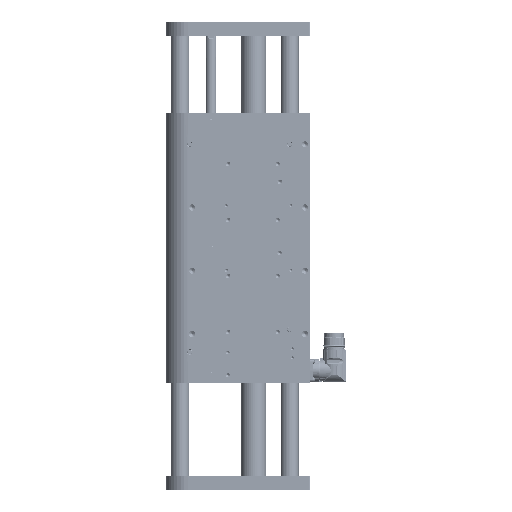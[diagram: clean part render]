
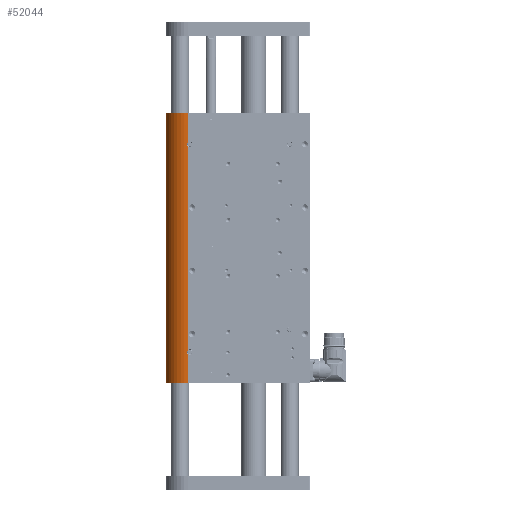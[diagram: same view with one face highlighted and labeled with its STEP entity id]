
A CAD part, left-side view. The second image highlights one B-rep face of the part: STEP entity #52044.
In plain terms, the highlighted cylindrical face has radius 25 mm (diameter 50 mm), a partial arc.
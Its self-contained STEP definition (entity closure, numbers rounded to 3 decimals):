
#375 = CARTESIAN_POINT ( 'NONE',  ( -24.997, 72.438, 262.166 ) ) ;
#602 = CARTESIAN_POINT ( 'NONE',  ( -24.997, 72.441, 36.831 ) ) ;
#1302 = DIRECTION ( 'NONE',  ( 1., 0., 0. ) ) ;
#2760 = CARTESIAN_POINT ( 'NONE',  ( -25., 72., 37.127 ) ) ;
#5657 = VECTOR ( 'NONE', #68638, 1000. ) ;
#8686 = LINE ( 'NONE', #34326, #49375 ) ;
#9164 = DIRECTION ( 'NONE',  ( 0., 0., 1. ) ) ;
#9472 = CARTESIAN_POINT ( 'NONE',  ( -24.958, 73.44, 35.024 ) ) ;
#9807 = ORIENTED_EDGE ( 'NONE', *, *, #42854, .F. ) ;
#10409 = CARTESIAN_POINT ( 'NONE',  ( -25., 72., 299. ) ) ;
#10412 = VERTEX_POINT ( 'NONE', #2760 ) ;
#12643 = CARTESIAN_POINT ( 'NONE',  ( -24.988, 72.807, 32.545 ) ) ;
#14814 = CARTESIAN_POINT ( 'NONE',  ( -24.988, 72.807, 262.545 ) ) ;
#16031 = VERTEX_POINT ( 'NONE', #116359 ) ;
#19418 = CARTESIAN_POINT ( 'NONE',  ( -25., 72., 267.127 ) ) ;
#22287 = DIRECTION ( 'NONE',  ( 0., 0., -1. ) ) ;
#22297 = CARTESIAN_POINT ( 'NONE',  ( -24.957, 73.473, 34.762 ) ) ;
#23869 = CARTESIAN_POINT ( 'NONE',  ( -24.965, 73.317, 35.537 ) ) ;
#24077 = EDGE_CURVE ( 'NONE', #16031, #10412, #8686, .T. ) ;
#25190 = CARTESIAN_POINT ( 'NONE',  ( -25., 72., 261.873 ) ) ;
#25993 = CARTESIAN_POINT ( 'NONE',  ( -24.971, 73.22, 263.218 ) ) ;
#31433 = CARTESIAN_POINT ( 'NONE',  ( 0., 72., 299. ) ) ;
#31765 = ORIENTED_EDGE ( 'NONE', *, *, #73983, .T. ) ;
#34084 = CIRCLE ( 'NONE', #156824, 25. ) ;
#34326 = CARTESIAN_POINT ( 'NONE',  ( -25., 72., 299. ) ) ;
#34912 = VERTEX_POINT ( 'NONE', #136255 ) ;
#36720 = ORIENTED_EDGE ( 'NONE', *, *, #75375, .T. ) ;
#38048 = CARTESIAN_POINT ( 'NONE',  ( -24.957, 73.473, 264.762 ) ) ;
#39482 = AXIS2_PLACEMENT_3D ( 'NONE', #158387, #120825, #1302 ) ;
#42294 = VERTEX_POINT ( 'NONE', #59947 ) ;
#42854 = EDGE_CURVE ( 'NONE', #84556, #42294, #54318, .T. ) ;
#45465 = DIRECTION ( 'NONE',  ( 0., 0., -1. ) ) ;
#46029 = VERTEX_POINT ( 'NONE', #95165 ) ;
#46605 = FACE_OUTER_BOUND ( 'NONE', #54242, .T. ) ;
#46909 = CARTESIAN_POINT ( 'NONE',  ( -25., 72., 299. ) ) ;
#47306 = VERTEX_POINT ( 'NONE', #19418 ) ;
#48486 = CARTESIAN_POINT ( 'NONE',  ( -24.97, 73.221, 265.78 ) ) ;
#49375 = VECTOR ( 'NONE', #22287, 1000. ) ;
#51618 = CARTESIAN_POINT ( 'NONE',  ( -24.982, 72.963, 262.756 ) ) ;
#52044 = ADVANCED_FACE ( 'NONE', ( #46605 ), #71502, .T. ) ;
#54050 = EDGE_CURVE ( 'NONE', #46029, #42294, #34084, .T. ) ;
#54242 = EDGE_LOOP ( 'NONE', ( #9807, #31765, #122852, #122703, #79889, #136900, #36720, #100765 ) ) ;
#54318 = LINE ( 'NONE', #92804, #121937 ) ;
#57919 = EDGE_CURVE ( 'NONE', #34912, #144920, #59983, .T. ) ;
#59155 = CARTESIAN_POINT ( 'NONE',  ( -25., 72.229, 32.004 ) ) ;
#59947 = CARTESIAN_POINT ( 'NONE',  ( -25., 72., 0. ) ) ;
#59983 = CIRCLE ( 'NONE', #39482, 25. ) ;
#63766 = B_SPLINE_CURVE_WITH_KNOTS ( 'NONE', 3,
 ( #25190, #147859, #375, #14814, #51618, #25993, #158256, #148648, #136685, #98214, #38048, #134305, #86985, #123847, #48486, #146278, #135085, #90894, #64488, #78112 ),
 .UNSPECIFIED., .F., .F.,
 ( 4, 2, 2, 2, 2, 2, 2, 2, 2, 4 ),
 ( 0., 0.001, 0.002, 0.003, 0.003, 0.004, 0.004, 0.005, 0.006, 0.006 ),
 .UNSPECIFIED. ) ;
#64488 = CARTESIAN_POINT ( 'NONE',  ( -25., 72.23, 266.996 ) ) ;
#68638 = DIRECTION ( 'NONE',  ( 0., 0., -1. ) ) ;
#70438 = CARTESIAN_POINT ( 'NONE',  ( -24.982, 72.964, 36.244 ) ) ;
#71233 = CARTESIAN_POINT ( 'NONE',  ( -24.97, 73.221, 35.78 ) ) ;
#71502 = CYLINDRICAL_SURFACE ( 'NONE', #156343, 25. ) ;
#73983 = EDGE_CURVE ( 'NONE', #84556, #10412, #81150, .T. ) ;
#75375 = EDGE_CURVE ( 'NONE', #34912, #46029, #150277, .T. ) ;
#78112 = CARTESIAN_POINT ( 'NONE',  ( -25., 72., 267.127 ) ) ;
#79889 = ORIENTED_EDGE ( 'NONE', *, *, #126242, .F. ) ;
#81150 = B_SPLINE_CURVE_WITH_KNOTS ( 'NONE', 3,
 ( #144934, #59155, #84840, #12643, #108145, #133743, #110514, #132152, #119322, #156903, #22297, #9472, #84052, #23869, #71233, #70438, #134524, #602, #132923, #158466 ),
 .UNSPECIFIED., .F., .F.,
 ( 4, 2, 2, 2, 2, 2, 2, 2, 2, 4 ),
 ( 0., 0.001, 0.002, 0.003, 0.003, 0.004, 0.004, 0.005, 0.006, 0.006 ),
 .UNSPECIFIED. ) ;
#84052 = CARTESIAN_POINT ( 'NONE',  ( -24.96, 73.415, 35.155 ) ) ;
#84556 = VERTEX_POINT ( 'NONE', #112316 ) ;
#84840 = CARTESIAN_POINT ( 'NONE',  ( -24.997, 72.438, 32.166 ) ) ;
#86985 = CARTESIAN_POINT ( 'NONE',  ( -24.96, 73.415, 265.155 ) ) ;
#90894 = CARTESIAN_POINT ( 'NONE',  ( -24.997, 72.441, 266.831 ) ) ;
#92364 = DIRECTION ( 'NONE',  ( 0., 0., -1. ) ) ;
#92804 = CARTESIAN_POINT ( 'NONE',  ( -25., 72., 299. ) ) ;
#95165 = CARTESIAN_POINT ( 'NONE',  ( 25., 72., 0. ) ) ;
#96220 = VECTOR ( 'NONE', #123102, 1000. ) ;
#98214 = CARTESIAN_POINT ( 'NONE',  ( -24.956, 73.481, 264.632 ) ) ;
#100765 = ORIENTED_EDGE ( 'NONE', *, *, #54050, .T. ) ;
#108145 = CARTESIAN_POINT ( 'NONE',  ( -24.982, 72.963, 32.756 ) ) ;
#110514 = CARTESIAN_POINT ( 'NONE',  ( -24.965, 73.317, 33.464 ) ) ;
#112316 = CARTESIAN_POINT ( 'NONE',  ( -25., 72., 31.873 ) ) ;
#116359 = CARTESIAN_POINT ( 'NONE',  ( -25., 72., 261.873 ) ) ;
#119322 = CARTESIAN_POINT ( 'NONE',  ( -24.956, 73.481, 34.239 ) ) ;
#120825 = DIRECTION ( 'NONE',  ( 0., 0., 1. ) ) ;
#121937 = VECTOR ( 'NONE', #45465, 1000. ) ;
#122703 = ORIENTED_EDGE ( 'NONE', *, *, #122893, .T. ) ;
#122852 = ORIENTED_EDGE ( 'NONE', *, *, #24077, .F. ) ;
#122893 = EDGE_CURVE ( 'NONE', #16031, #47306, #63766, .T. ) ;
#123102 = DIRECTION ( 'NONE',  ( 0., 0., -1. ) ) ;
#123847 = CARTESIAN_POINT ( 'NONE',  ( -24.965, 73.317, 265.537 ) ) ;
#126242 = EDGE_CURVE ( 'NONE', #144920, #47306, #156678, .T. ) ;
#131041 = DIRECTION ( 'NONE',  ( 1., 0., 0. ) ) ;
#132152 = CARTESIAN_POINT ( 'NONE',  ( -24.958, 73.448, 33.973 ) ) ;
#132923 = CARTESIAN_POINT ( 'NONE',  ( -25., 72.23, 36.996 ) ) ;
#133743 = CARTESIAN_POINT ( 'NONE',  ( -24.971, 73.22, 33.218 ) ) ;
#134305 = CARTESIAN_POINT ( 'NONE',  ( -24.958, 73.44, 265.024 ) ) ;
#134524 = CARTESIAN_POINT ( 'NONE',  ( -24.988, 72.807, 36.455 ) ) ;
#135085 = CARTESIAN_POINT ( 'NONE',  ( -24.988, 72.807, 266.455 ) ) ;
#136255 = CARTESIAN_POINT ( 'NONE',  ( 25., 72., 299. ) ) ;
#136685 = CARTESIAN_POINT ( 'NONE',  ( -24.956, 73.481, 264.239 ) ) ;
#136900 = ORIENTED_EDGE ( 'NONE', *, *, #57919, .F. ) ;
#142030 = DIRECTION ( 'NONE',  ( -1., 0., 0. ) ) ;
#142240 = CARTESIAN_POINT ( 'NONE',  ( 0., 72., 0. ) ) ;
#144920 = VERTEX_POINT ( 'NONE', #10409 ) ;
#144934 = CARTESIAN_POINT ( 'NONE',  ( -25., 72., 31.873 ) ) ;
#146278 = CARTESIAN_POINT ( 'NONE',  ( -24.982, 72.964, 266.244 ) ) ;
#147859 = CARTESIAN_POINT ( 'NONE',  ( -25., 72.229, 262.004 ) ) ;
#148648 = CARTESIAN_POINT ( 'NONE',  ( -24.958, 73.448, 263.973 ) ) ;
#149504 = CARTESIAN_POINT ( 'NONE',  ( 25., 72., 299. ) ) ;
#150277 = LINE ( 'NONE', #149504, #96220 ) ;
#156343 = AXIS2_PLACEMENT_3D ( 'NONE', #31433, #92364, #142030 ) ;
#156678 = LINE ( 'NONE', #46909, #5657 ) ;
#156824 = AXIS2_PLACEMENT_3D ( 'NONE', #142240, #9164, #131041 ) ;
#156903 = CARTESIAN_POINT ( 'NONE',  ( -24.956, 73.481, 34.632 ) ) ;
#158256 = CARTESIAN_POINT ( 'NONE',  ( -24.965, 73.317, 263.464 ) ) ;
#158387 = CARTESIAN_POINT ( 'NONE',  ( 0., 72., 299. ) ) ;
#158466 = CARTESIAN_POINT ( 'NONE',  ( -25., 72., 37.127 ) ) ;
